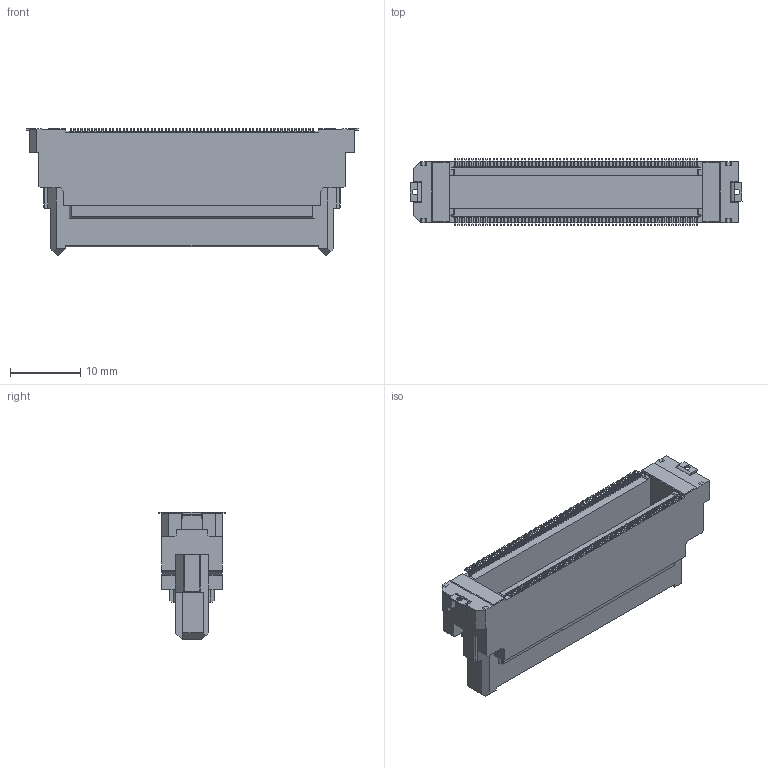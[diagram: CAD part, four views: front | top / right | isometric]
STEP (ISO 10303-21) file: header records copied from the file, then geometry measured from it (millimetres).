
FILE_DESCRIPTION(('CoCreate Modeling STEP Export'),'2;1');
FILE_NAME('FX20-140P-0.5SV20.stp','2013-05-21T11:15:03',(''),(''),'CoCreate Modeling STEP processor for AP214 (Solid Model)','CoCreate Modeling 17.0 01-Apr-2010 (C) Parametric Technology GmbH','');
FILE_SCHEMA(('AUTOMOTIVE_DESIGN { 1 0 10303 214 1 1 1 1 }'));
Products named in the file (1): 140P-0.5SV20
Bounding box: 47.4 x 9.5 x 18.2 mm (x, y, z)
Volume: 2985 mm3; surface area: 3785 mm2
Topology: 1 solids, 1 shells, 2015 faces, 5595 edges, 3722 vertices
Faces by surface type: plane 1725, cylinder 290
Entity records: 63597 total; most frequent: CARTESIAN_POINT 11327, ORIENTED_EDGE 11190, DIRECTION 10195, EDGE_CURVE 5595, VECTOR 5015, LINE 5015, VERTEX_POINT 3722, AXIS2_PLACEMENT_3D 2590
